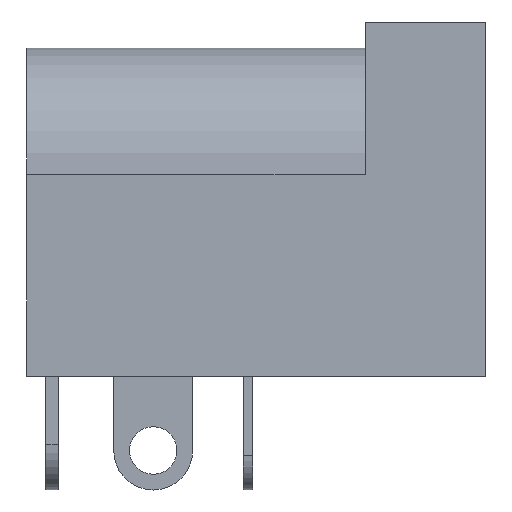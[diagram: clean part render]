
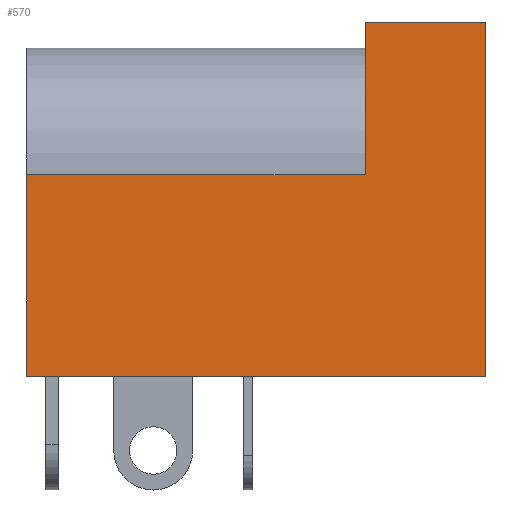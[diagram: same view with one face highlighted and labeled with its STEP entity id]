
A CAD part, left-side view. The second image highlights one B-rep face of the part: STEP entity #570.
In plain terms, the highlighted planar face has unit normal (-1, 0, 0).
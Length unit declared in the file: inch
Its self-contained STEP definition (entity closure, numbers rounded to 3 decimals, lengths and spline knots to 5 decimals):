
#36 = VERTEX_POINT('',#37);
#37 = CARTESIAN_POINT('',(-0.17953,-0.29528,0.44094)
  );
#46 = PLANE('',#47);
#47 = AXIS2_PLACEMENT_3D('',#48,#49,#50);
#48 = CARTESIAN_POINT('',(-0.17953,-0.29528,0.44094)
  );
#49 = DIRECTION('',(0.,0.,-1.));
#50 = DIRECTION('',(1.,0.,0.));
#58 = PLANE('',#59);
#59 = AXIS2_PLACEMENT_3D('',#60,#61,#62);
#60 = CARTESIAN_POINT('',(-0.17953,-0.29528,0.44094)
  );
#61 = DIRECTION('',(0.,-1.,0.));
#62 = DIRECTION('',(0.,0.,-1.));
#70 = EDGE_CURVE('',#36,#71,#73,.T.);
#71 = VERTEX_POINT('',#72);
#72 = CARTESIAN_POINT('',(-0.17953,-0.14567,0.44094)
  );
#73 = SURFACE_CURVE('',#74,(#78,#85),.PCURVE_S1.);
#74 = LINE('',#75,#76);
#75 = CARTESIAN_POINT('',(-0.17953,-0.29528,0.44094)
  );
#76 = VECTOR('',#77,0.03937);
#77 = DIRECTION('',(-0.,1.,0.));
#78 = PCURVE('',#46,#79);
#79 = DEFINITIONAL_REPRESENTATION('',(#80),#84);
#80 = LINE('',#81,#82);
#81 = CARTESIAN_POINT('',(0.,0.));
#82 = VECTOR('',#83,1.);
#83 = DIRECTION('',(-0.,-1.));
#84 = ( GEOMETRIC_REPRESENTATION_CONTEXT(2) 
PARAMETRIC_REPRESENTATION_CONTEXT() REPRESENTATION_CONTEXT('2D SPACE',''
  ) );
#85 = PCURVE('',#86,#91);
#86 = PLANE('',#87);
#87 = AXIS2_PLACEMENT_3D('',#88,#89,#90);
#88 = CARTESIAN_POINT('',(-0.17953,-0.29528,0.));
#89 = DIRECTION('',(1.,0.,0.));
#90 = DIRECTION('',(0.,0.,1.));
#91 = DEFINITIONAL_REPRESENTATION('',(#92),#96);
#92 = LINE('',#93,#94);
#93 = CARTESIAN_POINT('',(0.441,0.));
#94 = VECTOR('',#95,1.);
#95 = DIRECTION('',(0.,-1.));
#96 = ( GEOMETRIC_REPRESENTATION_CONTEXT(2) 
PARAMETRIC_REPRESENTATION_CONTEXT() REPRESENTATION_CONTEXT('2D SPACE',''
  ) );
#114 = PLANE('',#115);
#115 = AXIS2_PLACEMENT_3D('',#116,#117,#118);
#116 = CARTESIAN_POINT('',(0.15748,-0.14567,0.25079
    ));
#117 = DIRECTION('',(0.,1.,0.));
#118 = DIRECTION('',(0.,0.,1.));
#156 = EDGE_CURVE('',#157,#36,#159,.T.);
#157 = VERTEX_POINT('',#158);
#158 = CARTESIAN_POINT('',(-0.17953,-0.29528,
    0.));
#159 = SURFACE_CURVE('',#160,(#164,#171),.PCURVE_S1.);
#160 = LINE('',#161,#162);
#161 = CARTESIAN_POINT('',(-0.17953,-0.29528,0.));
#162 = VECTOR('',#163,0.03937);
#163 = DIRECTION('',(0.,0.,1.));
#164 = PCURVE('',#58,#165);
#165 = DEFINITIONAL_REPRESENTATION('',(#166),#170);
#166 = LINE('',#167,#168);
#167 = CARTESIAN_POINT('',(0.441,0.));
#168 = VECTOR('',#169,1.);
#169 = DIRECTION('',(-1.,0.));
#170 = ( GEOMETRIC_REPRESENTATION_CONTEXT(2) 
PARAMETRIC_REPRESENTATION_CONTEXT() REPRESENTATION_CONTEXT('2D SPACE',''
  ) );
#171 = PCURVE('',#86,#172);
#172 = DEFINITIONAL_REPRESENTATION('',(#173),#177);
#173 = LINE('',#174,#175);
#174 = CARTESIAN_POINT('',(0.,0.));
#175 = VECTOR('',#176,1.);
#176 = DIRECTION('',(1.,0.));
#177 = ( GEOMETRIC_REPRESENTATION_CONTEXT(2) 
PARAMETRIC_REPRESENTATION_CONTEXT() REPRESENTATION_CONTEXT('2D SPACE',''
  ) );
#195 = PLANE('',#196);
#196 = AXIS2_PLACEMENT_3D('',#197,#198,#199);
#197 = CARTESIAN_POINT('',(0.17953,-0.29528,0.));
#198 = DIRECTION('',(0.,0.,1.));
#199 = DIRECTION('',(-1.,0.,0.));
#331 = PLANE('',#332);
#332 = AXIS2_PLACEMENT_3D('',#333,#334,#335);
#333 = CARTESIAN_POINT('',(-0.17953,0.27559,0.44094)
  );
#334 = DIRECTION('',(0.,-1.,0.));
#335 = DIRECTION('',(0.,0.,-1.));
#521 = VERTEX_POINT('',#522);
#522 = CARTESIAN_POINT('',(-0.17953,-0.14567,
    0.25079));
#536 = PLANE('',#537);
#537 = AXIS2_PLACEMENT_3D('',#538,#539,#540);
#538 = CARTESIAN_POINT('',(-0.17953,0.27559,0.25079
    ));
#539 = DIRECTION('',(0.,0.,1.));
#540 = DIRECTION('',(1.,0.,0.));
#548 = EDGE_CURVE('',#71,#521,#549,.T.);
#549 = SURFACE_CURVE('',#550,(#554,#561),.PCURVE_S1.);
#550 = LINE('',#551,#552);
#551 = CARTESIAN_POINT('',(-0.17953,-0.14567,0.44094
    ));
#552 = VECTOR('',#553,0.03937);
#553 = DIRECTION('',(0.,0.,-1.));
#554 = PCURVE('',#114,#555);
#555 = DEFINITIONAL_REPRESENTATION('',(#556),#560);
#556 = LINE('',#557,#558);
#557 = CARTESIAN_POINT('',(0.19,-0.337));
#558 = VECTOR('',#559,1.);
#559 = DIRECTION('',(-1.,0.));
#560 = ( GEOMETRIC_REPRESENTATION_CONTEXT(2) 
PARAMETRIC_REPRESENTATION_CONTEXT() REPRESENTATION_CONTEXT('2D SPACE',''
  ) );
#561 = PCURVE('',#86,#562);
#562 = DEFINITIONAL_REPRESENTATION('',(#563),#567);
#563 = LINE('',#564,#565);
#564 = CARTESIAN_POINT('',(0.441,-0.15));
#565 = VECTOR('',#566,1.);
#566 = DIRECTION('',(-1.,0.));
#567 = ( GEOMETRIC_REPRESENTATION_CONTEXT(2) 
PARAMETRIC_REPRESENTATION_CONTEXT() REPRESENTATION_CONTEXT('2D SPACE',''
  ) );
#570 = ADVANCED_FACE('',(#571),#86,.F.);
#571 = FACE_BOUND('',#572,.F.);
#572 = EDGE_LOOP('',(#573,#574,#597,#620,#641,#642));
#573 = ORIENTED_EDGE('',*,*,#156,.F.);
#574 = ORIENTED_EDGE('',*,*,#575,.T.);
#575 = EDGE_CURVE('',#157,#576,#578,.T.);
#576 = VERTEX_POINT('',#577);
#577 = CARTESIAN_POINT('',(-0.17953,0.27559,
    0.));
#578 = SURFACE_CURVE('',#579,(#583,#590),.PCURVE_S1.);
#579 = LINE('',#580,#581);
#580 = CARTESIAN_POINT('',(-0.17953,-0.29528,0.));
#581 = VECTOR('',#582,0.03937);
#582 = DIRECTION('',(-0.,1.,0.));
#583 = PCURVE('',#86,#584);
#584 = DEFINITIONAL_REPRESENTATION('',(#585),#589);
#585 = LINE('',#586,#587);
#586 = CARTESIAN_POINT('',(0.,0.));
#587 = VECTOR('',#588,1.);
#588 = DIRECTION('',(0.,-1.));
#589 = ( GEOMETRIC_REPRESENTATION_CONTEXT(2) 
PARAMETRIC_REPRESENTATION_CONTEXT() REPRESENTATION_CONTEXT('2D SPACE',''
  ) );
#590 = PCURVE('',#195,#591);
#591 = DEFINITIONAL_REPRESENTATION('',(#592),#596);
#592 = LINE('',#593,#594);
#593 = CARTESIAN_POINT('',(0.359,0.));
#594 = VECTOR('',#595,1.);
#595 = DIRECTION('',(0.,-1.));
#596 = ( GEOMETRIC_REPRESENTATION_CONTEXT(2) 
PARAMETRIC_REPRESENTATION_CONTEXT() REPRESENTATION_CONTEXT('2D SPACE',''
  ) );
#597 = ORIENTED_EDGE('',*,*,#598,.T.);
#598 = EDGE_CURVE('',#576,#599,#601,.T.);
#599 = VERTEX_POINT('',#600);
#600 = CARTESIAN_POINT('',(-0.17953,0.27559,0.25079
    ));
#601 = SURFACE_CURVE('',#602,(#606,#613),.PCURVE_S1.);
#602 = LINE('',#603,#604);
#603 = CARTESIAN_POINT('',(-0.17953,0.27559,
    0.));
#604 = VECTOR('',#605,0.03937);
#605 = DIRECTION('',(0.,0.,1.));
#606 = PCURVE('',#86,#607);
#607 = DEFINITIONAL_REPRESENTATION('',(#608),#612);
#608 = LINE('',#609,#610);
#609 = CARTESIAN_POINT('',(0.,-0.571));
#610 = VECTOR('',#611,1.);
#611 = DIRECTION('',(1.,0.));
#612 = ( GEOMETRIC_REPRESENTATION_CONTEXT(2) 
PARAMETRIC_REPRESENTATION_CONTEXT() REPRESENTATION_CONTEXT('2D SPACE',''
  ) );
#613 = PCURVE('',#331,#614);
#614 = DEFINITIONAL_REPRESENTATION('',(#615),#619);
#615 = LINE('',#616,#617);
#616 = CARTESIAN_POINT('',(0.441,0.));
#617 = VECTOR('',#618,1.);
#618 = DIRECTION('',(-1.,0.));
#619 = ( GEOMETRIC_REPRESENTATION_CONTEXT(2) 
PARAMETRIC_REPRESENTATION_CONTEXT() REPRESENTATION_CONTEXT('2D SPACE',''
  ) );
#620 = ORIENTED_EDGE('',*,*,#621,.T.);
#621 = EDGE_CURVE('',#599,#521,#622,.T.);
#622 = SURFACE_CURVE('',#623,(#627,#634),.PCURVE_S1.);
#623 = LINE('',#624,#625);
#624 = CARTESIAN_POINT('',(-0.17953,0.27559,0.25079
    ));
#625 = VECTOR('',#626,0.03937);
#626 = DIRECTION('',(0.,-1.,0.));
#627 = PCURVE('',#86,#628);
#628 = DEFINITIONAL_REPRESENTATION('',(#629),#633);
#629 = LINE('',#630,#631);
#630 = CARTESIAN_POINT('',(0.251,-0.571));
#631 = VECTOR('',#632,1.);
#632 = DIRECTION('',(0.,1.));
#633 = ( GEOMETRIC_REPRESENTATION_CONTEXT(2) 
PARAMETRIC_REPRESENTATION_CONTEXT() REPRESENTATION_CONTEXT('2D SPACE',''
  ) );
#634 = PCURVE('',#536,#635);
#635 = DEFINITIONAL_REPRESENTATION('',(#636),#640);
#636 = LINE('',#637,#638);
#637 = CARTESIAN_POINT('',(0.,0.));
#638 = VECTOR('',#639,1.);
#639 = DIRECTION('',(0.,-1.));
#640 = ( GEOMETRIC_REPRESENTATION_CONTEXT(2) 
PARAMETRIC_REPRESENTATION_CONTEXT() REPRESENTATION_CONTEXT('2D SPACE',''
  ) );
#641 = ORIENTED_EDGE('',*,*,#548,.F.);
#642 = ORIENTED_EDGE('',*,*,#70,.F.);
